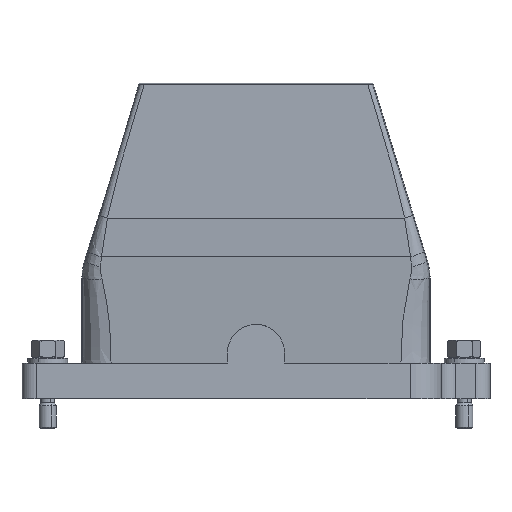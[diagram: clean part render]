
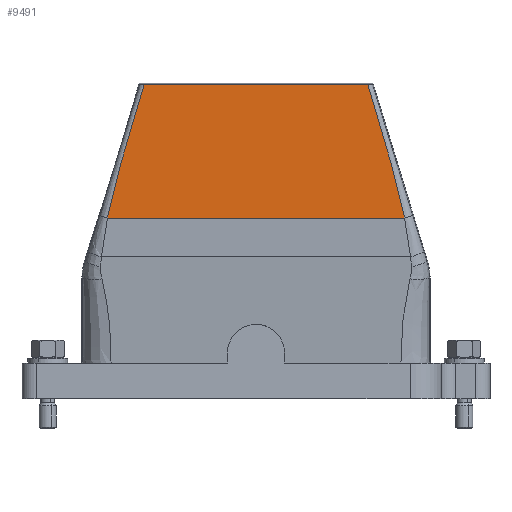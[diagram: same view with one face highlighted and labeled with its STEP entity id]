
A CAD part, left-side view. The second image highlights one B-rep face of the part: STEP entity #9491.
In plain terms, the highlighted planar face has unit normal (-1, 0, 0).
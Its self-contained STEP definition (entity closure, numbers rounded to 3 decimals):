
#9443=AXIS2_PLACEMENT_3D('Plane Axis2P3D',#9440,#9441,#9442) ;
#8537=CARTESIAN_POINT('Vertex',(0.,29.933,73.81)) ;
#8540=CARTESIAN_POINT('Line Origine',(0.,82.,73.81)) ;
#8544=CARTESIAN_POINT('Vertex',(0.,134.067,73.81)) ;
#9440=CARTESIAN_POINT('Axis2P3D Location',(0.,82.,121.)) ;
#9446=CARTESIAN_POINT('Control Point',(0.,42.829,120.62)) ;
#9447=CARTESIAN_POINT('Control Point',(0.,42.814,120.569)) ;
#9448=CARTESIAN_POINT('Control Point',(0.,42.798,120.518)) ;
#9449=CARTESIAN_POINT('Control Point',(0.,42.782,120.467)) ;
#9450=CARTESIAN_POINT('Control Point',(0.,42.56,119.743)) ;
#9451=CARTESIAN_POINT('Control Point',(0.,42.338,119.018)) ;
#9452=CARTESIAN_POINT('Control Point',(0.,42.131,118.344)) ;
#9453=CARTESIAN_POINT('Control Point',(0.,39.495,109.741)) ;
#9454=CARTESIAN_POINT('Control Point',(0.,36.892,101.128)) ;
#9455=CARTESIAN_POINT('Control Point',(0.,34.613,93.123)) ;
#9456=CARTESIAN_POINT('Control Point',(0.,32.262,84.486)) ;
#9457=CARTESIAN_POINT('Control Point',(0.,30.342,75.743)) ;
#9458=CARTESIAN_POINT('Control Point',(0.,30.203,75.101)) ;
#9459=CARTESIAN_POINT('Control Point',(0.,30.067,74.456)) ;
#9460=CARTESIAN_POINT('Control Point',(0.,29.933,73.81)) ;
#9461=CARTESIAN_POINT('Vertex',(0.,42.829,120.62)) ;
#9464=CARTESIAN_POINT('Line Origine',(0.,82.,120.62)) ;
#9468=CARTESIAN_POINT('Vertex',(0.,121.171,120.62)) ;
#9472=CARTESIAN_POINT('Control Point',(0.,134.067,73.81)) ;
#9473=CARTESIAN_POINT('Control Point',(0.,133.841,74.904)) ;
#9474=CARTESIAN_POINT('Control Point',(0.,133.607,75.991)) ;
#9475=CARTESIAN_POINT('Control Point',(0.,133.368,77.071)) ;
#9476=CARTESIAN_POINT('Control Point',(0.,131.407,85.68)) ;
#9477=CARTESIAN_POINT('Control Point',(0.,129.078,94.196)) ;
#9478=CARTESIAN_POINT('Control Point',(0.,126.953,101.619)) ;
#9479=CARTESIAN_POINT('Control Point',(0.,124.503,109.741)) ;
#9480=CARTESIAN_POINT('Control Point',(0.,122.019,117.853)) ;
#9481=CARTESIAN_POINT('Control Point',(0.,121.734,118.783)) ;
#9482=CARTESIAN_POINT('Control Point',(0.,121.444,119.73)) ;
#9483=CARTESIAN_POINT('Control Point',(0.,121.171,120.62)) ;
#8541=DIRECTION('Vector Direction',(0.,-1.,0.)) ;
#9441=DIRECTION('Axis2P3D Direction',(-1.,0.,0.)) ;
#9442=DIRECTION('Axis2P3D XDirection',(0.,0.,-1.)) ;
#9465=DIRECTION('Vector Direction',(0.,1.,0.)) ;
#8542=VECTOR('Line Direction',#8541,1.) ;
#9466=VECTOR('Line Direction',#9465,1.) ;
#9486=ORIENTED_EDGE('',*,*,#8546,.T.) ;
#9487=ORIENTED_EDGE('',*,*,#9463,.T.) ;
#9488=ORIENTED_EDGE('',*,*,#9470,.T.) ;
#9489=ORIENTED_EDGE('',*,*,#9484,.T.) ;
#9491=ADVANCED_FACE('Hood',(#9490),#9444,.T.) ;
#9445=B_SPLINE_CURVE_WITH_KNOTS('',5,(#9446,#9447,#9448,#9449,#9450,#9451,#9452,#9453,#9454,#9455,#9456,#9457,#9458,#9459,#9460),.UNSPECIFIED.,.F.,.U.,(6,3,3,3,6),(34.09,34.552,40.656,112.467,118.109),.UNSPECIFIED.) ;
#9471=B_SPLINE_CURVE_WITH_KNOTS('',5,(#9472,#9473,#9474,#9475,#9476,#9477,#9478,#9479,#9480,#9481,#9482,#9483),.UNSPECIFIED.,.F.,.U.,(6,3,3,6),(120.026,129.719,196.435,203.182),.UNSPECIFIED.) ;
#8546=EDGE_CURVE('',#8545,#8538,#8543,.T.) ;
#9463=EDGE_CURVE('',#8538,#9462,#9445,.F.) ;
#9470=EDGE_CURVE('',#9462,#9469,#9467,.T.) ;
#9484=EDGE_CURVE('',#9469,#8545,#9471,.F.) ;
#9485=EDGE_LOOP('',(#9486,#9487,#9488,#9489)) ;
#9490=FACE_OUTER_BOUND('',#9485,.T.) ;
#8543=LINE('Line',#8540,#8542) ;
#9467=LINE('Line',#9464,#9466) ;
#9444=PLANE('',#9443) ;
#8538=VERTEX_POINT('',#8537) ;
#8545=VERTEX_POINT('',#8544) ;
#9462=VERTEX_POINT('',#9461) ;
#9469=VERTEX_POINT('',#9468) ;
